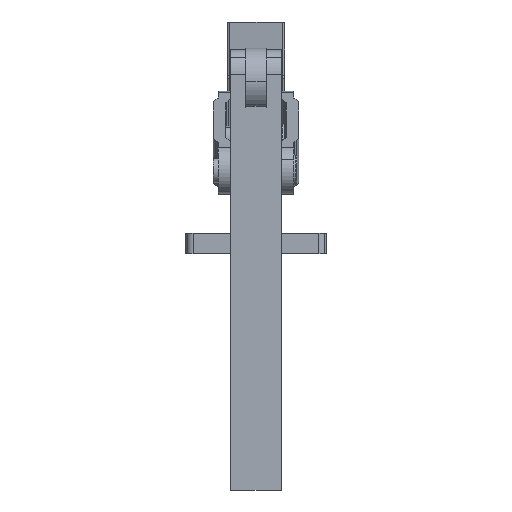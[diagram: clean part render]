
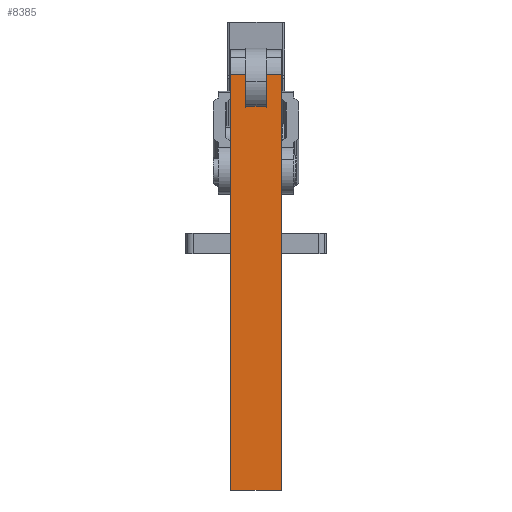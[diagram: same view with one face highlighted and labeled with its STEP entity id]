
A CAD part, top view. The second image highlights one B-rep face of the part: STEP entity #8385.
In plain terms, the highlighted planar face has unit normal (0, -0.003, 1).
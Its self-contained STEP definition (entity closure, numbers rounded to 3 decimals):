
#8182=CARTESIAN_POINT('',(-12.654,88.644,81.112));
#8183=VERTEX_POINT('',#8182);
#8191=CARTESIAN_POINT('',(-12.654,82.277,81.096));
#8192=VERTEX_POINT('',#8191);
#8193=CARTESIAN_POINT('',(-12.654,82.277,81.096));
#8194=DIRECTION('',(0.,1.,0.002));
#8195=VECTOR('',#8194,6.368);
#8196=LINE('',#8193,#8195);
#8197=EDGE_CURVE('',#8192,#8183,#8196,.T.);
#8240=CARTESIAN_POINT('',(-4.654,88.644,81.112));
#8241=VERTEX_POINT('',#8240);
#8265=CARTESIAN_POINT('',(-4.654,82.277,81.096));
#8266=VERTEX_POINT('',#8265);
#8273=CARTESIAN_POINT('',(-4.654,88.644,81.112));
#8274=DIRECTION('',(0.,-1.,-0.002));
#8275=VECTOR('',#8274,6.368);
#8276=LINE('',#8273,#8275);
#8277=EDGE_CURVE('',#8241,#8266,#8276,.T.);
#8288=CARTESIAN_POINT('',(-4.654,82.277,81.096));
#8289=DIRECTION('',(-1.0,0.0,0.0));
#8290=VECTOR('',#8289,8.0);
#8291=LINE('',#8288,#8290);
#8292=EDGE_CURVE('',#8266,#8192,#8291,.T.);
#8321=CARTESIAN_POINT('',(-18.654,104.776,81.152));
#8322=DIRECTION('',(0.,-0.002,1.));
#8323=DIRECTION('',(0.,-1.,-0.002));
#8324=AXIS2_PLACEMENT_3D('',#8321,#8322,#8323);
#8325=PLANE('',#8324);
#8326=CARTESIAN_POINT('',(-4.654,94.776,81.127));
#8327=VERTEX_POINT('',#8326);
#8328=CARTESIAN_POINT('',(-4.654,88.644,81.112));
#8329=DIRECTION('',(0.,1.,0.002));
#8330=VECTOR('',#8329,6.132);
#8331=LINE('',#8328,#8330);
#8332=EDGE_CURVE('',#8241,#8327,#8331,.T.);
#8333=ORIENTED_EDGE('',*,*,#8332,.F.);
#8334=ORIENTED_EDGE('',*,*,#8277,.T.);
#8335=ORIENTED_EDGE('',*,*,#8292,.T.);
#8336=ORIENTED_EDGE('',*,*,#8197,.T.);
#8337=CARTESIAN_POINT('',(-12.654,94.776,81.127));
#8338=VERTEX_POINT('',#8337);
#8339=CARTESIAN_POINT('',(-12.654,94.776,81.127));
#8340=DIRECTION('',(0.,-1.,-0.002));
#8341=VECTOR('',#8340,6.132);
#8342=LINE('',#8339,#8341);
#8343=EDGE_CURVE('',#8338,#8183,#8342,.T.);
#8344=ORIENTED_EDGE('',*,*,#8343,.F.);
#8345=CARTESIAN_POINT('',(-18.654,94.776,81.127));
#8346=VERTEX_POINT('',#8345);
#8347=CARTESIAN_POINT('',(-18.654,94.776,81.127));
#8348=DIRECTION('',(1.0,0.0,0.0));
#8349=VECTOR('',#8348,6.);
#8350=LINE('',#8347,#8349);
#8351=EDGE_CURVE('',#8346,#8338,#8350,.T.);
#8352=ORIENTED_EDGE('',*,*,#8351,.F.);
#8353=CARTESIAN_POINT('',(-18.654,-70.223,80.716));
#8354=VERTEX_POINT('',#8353);
#8355=CARTESIAN_POINT('',(-18.654,94.776,81.127));
#8356=DIRECTION('',(0.,-1.,-0.002));
#8357=VECTOR('',#8356,165.0);
#8358=LINE('',#8355,#8357);
#8359=EDGE_CURVE('',#8346,#8354,#8358,.T.);
#8360=ORIENTED_EDGE('',*,*,#8359,.T.);
#8361=CARTESIAN_POINT('',(1.346,-70.223,80.716));
#8362=VERTEX_POINT('',#8361);
#8363=CARTESIAN_POINT('',(-18.654,-70.223,80.716));
#8364=DIRECTION('',(1.0,0.0,0.0));
#8365=VECTOR('',#8364,20.);
#8366=LINE('',#8363,#8365);
#8367=EDGE_CURVE('',#8354,#8362,#8366,.T.);
#8368=ORIENTED_EDGE('',*,*,#8367,.T.);
#8369=CARTESIAN_POINT('',(1.346,94.776,81.127));
#8370=VERTEX_POINT('',#8369);
#8371=CARTESIAN_POINT('',(1.346,94.776,81.127));
#8372=DIRECTION('',(0.,-1.,-0.002));
#8373=VECTOR('',#8372,165.0);
#8374=LINE('',#8371,#8373);
#8375=EDGE_CURVE('',#8370,#8362,#8374,.T.);
#8376=ORIENTED_EDGE('',*,*,#8375,.F.);
#8377=CARTESIAN_POINT('',(-4.654,94.776,81.127));
#8378=DIRECTION('',(1.0,0.0,0.0));
#8379=VECTOR('',#8378,6.);
#8380=LINE('',#8377,#8379);
#8381=EDGE_CURVE('',#8327,#8370,#8380,.T.);
#8382=ORIENTED_EDGE('',*,*,#8381,.F.);
#8383=EDGE_LOOP('',(#8333,#8334,#8335,#8336,#8344,#8352,#8360,#8368,#8376,#8382));
#8384=FACE_OUTER_BOUND('',#8383,.T.);
#8385=ADVANCED_FACE('',(#8384),#8325,.T.);
